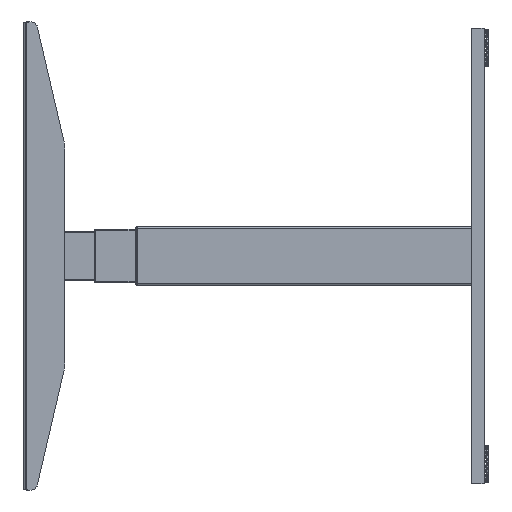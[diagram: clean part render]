
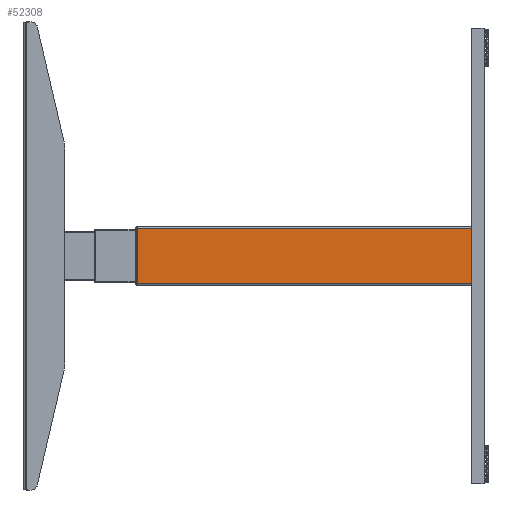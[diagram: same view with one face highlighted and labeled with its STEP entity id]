
A CAD part, left-side view. The second image highlights one B-rep face of the part: STEP entity #52308.
In plain terms, the highlighted planar face has unit normal (-1, 0, 0).
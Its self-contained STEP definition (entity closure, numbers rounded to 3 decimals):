
#3527 = CARTESIAN_POINT ( 'NONE',  ( -591., 27., -42.5 ) ) ;
#6012 = VECTOR ( 'NONE', #8743, 1000. ) ;
#8743 = DIRECTION ( 'NONE',  ( 0., 1., 0. ) ) ;
#11373 = AXIS2_PLACEMENT_3D ( 'NONE', #34247, #58809, #17247 ) ;
#17123 = ORIENTED_EDGE ( 'NONE', *, *, #57224, .F. ) ;
#17247 = DIRECTION ( 'NONE',  ( 0., 0., -1. ) ) ;
#17883 = DIRECTION ( 'NONE',  ( 0., 1., 0. ) ) ;
#18726 = ORIENTED_EDGE ( 'NONE', *, *, #54325, .T. ) ;
#19179 = DIRECTION ( 'NONE',  ( 0., 0., -1. ) ) ;
#19845 = FACE_OUTER_BOUND ( 'NONE', #58375, .T. ) ;
#20562 = CARTESIAN_POINT ( 'NONE',  ( -591., 27., -42.5 ) ) ;
#21630 = CARTESIAN_POINT ( 'NONE',  ( -591., 27., 42.5 ) ) ;
#22069 = PLANE ( 'NONE',  #11373 ) ;
#25507 = CARTESIAN_POINT ( 'NONE',  ( -591., 541., 42.5 ) ) ;
#30617 = VERTEX_POINT ( 'NONE', #25507 ) ;
#31143 = CARTESIAN_POINT ( 'NONE',  ( -591., 541., -42.5 ) ) ;
#34247 = CARTESIAN_POINT ( 'NONE',  ( -591., 27., -42.5 ) ) ;
#41856 = LINE ( 'NONE', #3527, #45705 ) ;
#43129 = LINE ( 'NONE', #69459, #6012 ) ;
#45705 = VECTOR ( 'NONE', #17883, 1000. ) ;
#46333 = EDGE_CURVE ( 'NONE', #70099, #55334, #41856, .T. ) ;
#47257 = LINE ( 'NONE', #20562, #62547 ) ;
#48472 = EDGE_CURVE ( 'NONE', #56820, #30617, #43129, .T. ) ;
#52308 = ADVANCED_FACE ( 'NONE', ( #19845 ), #22069, .F. ) ;
#53664 = ORIENTED_EDGE ( 'NONE', *, *, #48472, .T. ) ;
#53850 = LINE ( 'NONE', #31143, #61525 ) ;
#54325 = EDGE_CURVE ( 'NONE', #30617, #55334, #53850, .T. ) ;
#55334 = VERTEX_POINT ( 'NONE', #70613 ) ;
#56756 = DIRECTION ( 'NONE',  ( 0., 0., -1. ) ) ;
#56820 = VERTEX_POINT ( 'NONE', #21630 ) ;
#57224 = EDGE_CURVE ( 'NONE', #56820, #70099, #47257, .T. ) ;
#58375 = EDGE_LOOP ( 'NONE', ( #18726, #66906, #17123, #53664 ) ) ;
#58809 = DIRECTION ( 'NONE',  ( 1., 0., 0. ) ) ;
#61525 = VECTOR ( 'NONE', #19179, 1000. ) ;
#62547 = VECTOR ( 'NONE', #56756, 1000. ) ;
#66906 = ORIENTED_EDGE ( 'NONE', *, *, #46333, .F. ) ;
#69459 = CARTESIAN_POINT ( 'NONE',  ( -591., 27., 42.5 ) ) ;
#69892 = CARTESIAN_POINT ( 'NONE',  ( -591., 27., -42.5 ) ) ;
#70099 = VERTEX_POINT ( 'NONE', #69892 ) ;
#70613 = CARTESIAN_POINT ( 'NONE',  ( -591., 541., -42.5 ) ) ;
